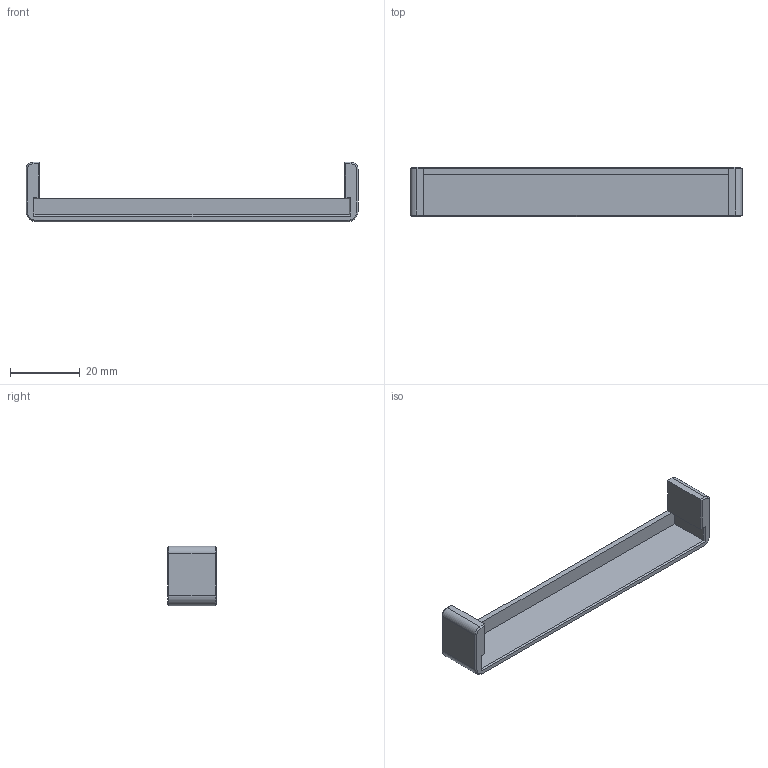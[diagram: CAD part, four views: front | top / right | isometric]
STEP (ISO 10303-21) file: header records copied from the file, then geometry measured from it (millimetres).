
FILE_DESCRIPTION(/* description */ (''),/* implementation_level */ '2;1');
FILE_SCHEMA (('AUTOMOTIVE_DESIGN { 1 0 10303 214 3 1 1 }'));
Length unit declared in the file: millimetre
Products named in the file (1): lrs_200_screw_terminal_cover
Bounding box: 95 x 14 x 17 mm (x, y, z)
Volume: 4768.1 mm3; surface area: 4890 mm2
Topology: 1 solids, 1 shells, 257 faces, 693 edges, 452 vertices
Faces by surface type: plane 123, bspline 122, cone 8, cylinder 4
Entity records: 9123 total; most frequent: CARTESIAN_POINT 3477, ORIENTED_EDGE 1386, DIRECTION 737, EDGE_CURVE 693, VERTEX_POINT 452, LINE 433, VECTOR 433, EDGE_LOOP 271
